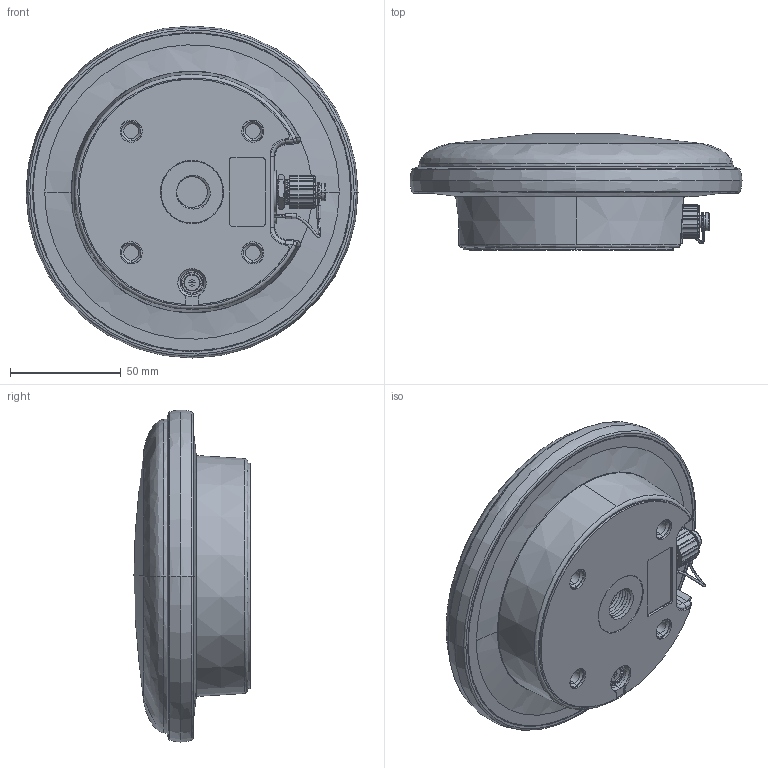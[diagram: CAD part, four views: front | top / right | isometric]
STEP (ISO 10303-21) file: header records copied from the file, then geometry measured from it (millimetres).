
FILE_DESCRIPTION (( 'STEP AP214' ), '1' );
FILE_NAME ('LCANGPS1005_3D.STEP', '2022-05-09T21:05:49', ( '' ), ( '' ), 'SwSTEP 2.0', 'SolidWorks 2021', '' );
FILE_SCHEMA (( 'AUTOMOTIVE_DESIGN' ));
Length unit declared in the file: inch
Products named in the file (1): LCANGPS1005_3D
Bounding box: 150 x 52.44 x 150 mm (x, y, z)
Volume: 589510.4 mm3; surface area: 72645.4 mm2
Topology: 1 solids, 25 shells, 854 faces, 2214 edges, 1406 vertices
Faces by surface type: cylinder 368, cone 201, bspline 144, plane 139, torus 2
Entity records: 66169 total; most frequent: CARTESIAN_POINT 40503, ORIENTED_EDGE 4424, DIRECTION 2537, EDGE_CURVE 2212, VERTEX_POINT 1406, B_SPLINE_CURVE_WITH_KNOTS 1228, EDGE_LOOP 962, AXIS2_PLACEMENT_3D 939
